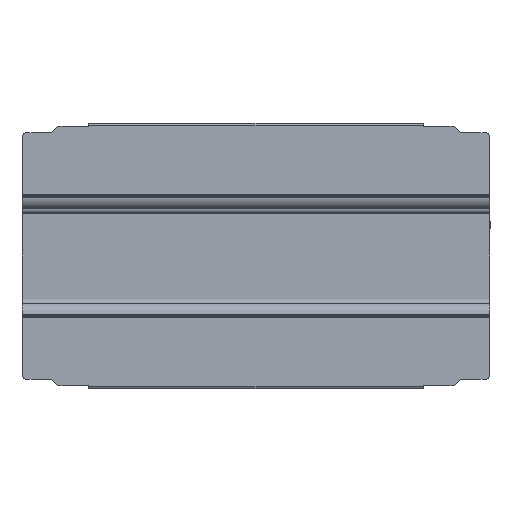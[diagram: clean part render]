
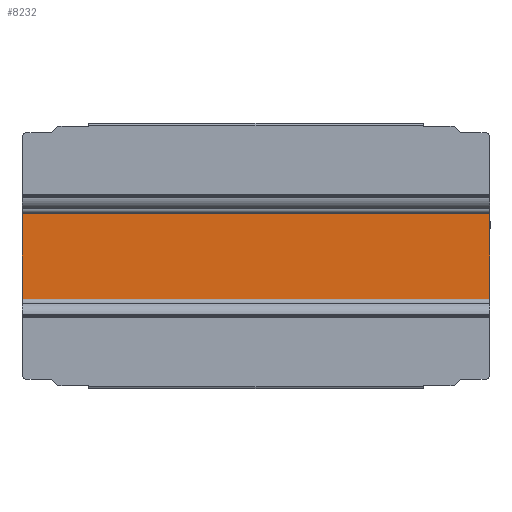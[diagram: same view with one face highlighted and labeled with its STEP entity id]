
A CAD part, front view. The second image highlights one B-rep face of the part: STEP entity #8232.
In plain terms, the highlighted planar face has unit normal (0, -1, 0).
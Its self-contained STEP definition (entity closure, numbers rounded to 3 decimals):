
#706 = LINE ( 'NONE', #9621, #710 ) ;
#710 = VECTOR ( 'NONE', #9622, 1000. ) ;
#3266 = EDGE_CURVE ( 'NONE', #30921, #30919, #706, .T. ) ;
#3725 = EDGE_CURVE ( 'NONE', #28754, #28755, #11140, .T. ) ;
#4063 = EDGE_CURVE ( 'NONE', #30919, #28754, #11600, .T. ) ;
#4105 = EDGE_CURVE ( 'NONE', #28755, #30921, #11648, .T. ) ;
#7193 = EDGE_LOOP ( 'NONE', ( #7805, #7806, #7807, #7808 ) ) ;
#7805 = ORIENTED_EDGE ( 'NONE', *, *, #3725, .T. ) ;
#7806 = ORIENTED_EDGE ( 'NONE', *, *, #4105, .T. ) ;
#7807 = ORIENTED_EDGE ( 'NONE', *, *, #3266, .T. ) ;
#7808 = ORIENTED_EDGE ( 'NONE', *, *, #4063, .T. ) ;
#8232 = ADVANCED_FACE ( 'NONE', ( #14973 ), #20589, .F. ) ;
#8848 = AXIS2_PLACEMENT_3D ( 'NONE', #20588, #20591, #20592 ) ;
#9621 = CARTESIAN_POINT ( 'NONE',  ( -26.2, 7.5, -6. ) ) ;
#9622 = DIRECTION ( 'NONE',  ( 0., 0., 1. ) ) ;
#10393 = CARTESIAN_POINT ( 'NONE',  ( -73.8, 7.5, -6. ) ) ;
#10394 = DIRECTION ( 'NONE',  ( 0., 0., -1. ) ) ;
#11140 = LINE ( 'NONE', #10393, #11141 ) ;
#11141 = VECTOR ( 'NONE', #10394, 1000. ) ;
#11600 = LINE ( 'NONE', #13089, #11601 ) ;
#11601 = VECTOR ( 'NONE', #13090, 1000. ) ;
#11648 = LINE ( 'NONE', #13383, #11655 ) ;
#11655 = VECTOR ( 'NONE', #13384, 1000. ) ;
#13089 = CARTESIAN_POINT ( 'NONE',  ( -73.8, 7.5, 5.7 ) ) ;
#13090 = DIRECTION ( 'NONE',  ( -1., 0., 0. ) ) ;
#13383 = CARTESIAN_POINT ( 'NONE',  ( -26.2, 7.5, -5.7 ) ) ;
#13384 = DIRECTION ( 'NONE',  ( 1., 0., 0. ) ) ;
#14973 = FACE_OUTER_BOUND ( 'NONE', #7193, .T. ) ;
#20588 = CARTESIAN_POINT ( 'NONE',  ( -150., 7.5, 6. ) ) ;
#20589 = PLANE ( 'NONE',  #8848 ) ;
#20591 = DIRECTION ( 'NONE',  ( 0., 1., 0. ) ) ;
#20592 = DIRECTION ( 'NONE',  ( 0., 0., 1. ) ) ;
#28754 = VERTEX_POINT ( 'NONE', #30067 ) ;
#28755 = VERTEX_POINT ( 'NONE', #30068 ) ;
#30067 = CARTESIAN_POINT ( 'NONE',  ( -73.8, 7.5, 5.7 ) ) ;
#30068 = CARTESIAN_POINT ( 'NONE',  ( -73.8, 7.5, -5.7 ) ) ;
#30371 = CARTESIAN_POINT ( 'NONE',  ( -26.2, 7.5, 5.7 ) ) ;
#30373 = CARTESIAN_POINT ( 'NONE',  ( -26.2, 7.5, -5.7 ) ) ;
#30919 = VERTEX_POINT ( 'NONE', #30371 ) ;
#30921 = VERTEX_POINT ( 'NONE', #30373 ) ;
